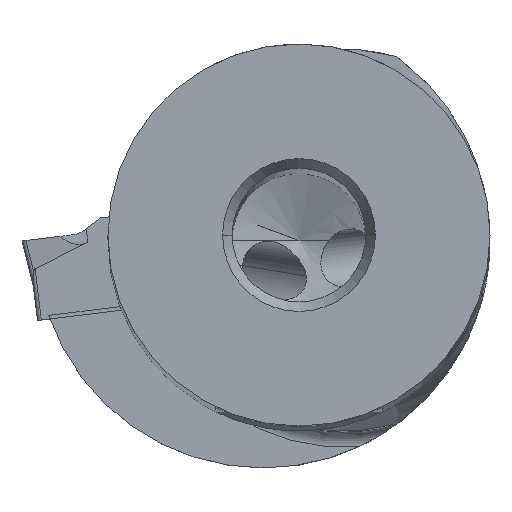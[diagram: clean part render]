
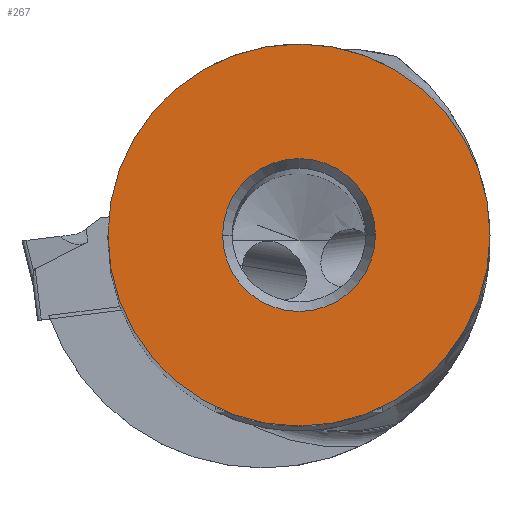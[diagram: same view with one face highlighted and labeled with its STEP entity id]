
A CAD part, top view. The second image highlights one B-rep face of the part: STEP entity #267.
In plain terms, the highlighted planar face has unit normal (0, 0, 1).
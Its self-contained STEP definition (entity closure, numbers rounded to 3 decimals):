
#42=FACE_BOUND('',#580,.T.);
#43=FACE_BOUND('',#581,.T.);
#267=ADVANCED_FACE('',(#42,#43),#337,.T.);
#337=PLANE('',#2998);
#580=EDGE_LOOP('',(#1228,#1229));
#581=EDGE_LOOP('',(#1230,#1231));
#1228=ORIENTED_EDGE('',*,*,#1976,.F.);
#1229=ORIENTED_EDGE('',*,*,#1977,.F.);
#1230=ORIENTED_EDGE('',*,*,#1975,.F.);
#1231=ORIENTED_EDGE('',*,*,#1973,.F.);
#1606=VERTEX_POINT('',#5720);
#1607=VERTEX_POINT('',#5722);
#1608=VERTEX_POINT('',#5728);
#1609=VERTEX_POINT('',#5729);
#1973=EDGE_CURVE('',#1606,#1607,#2257,.T.);
#1975=EDGE_CURVE('',#1607,#1606,#2258,.T.);
#1976=EDGE_CURVE('',#1608,#1609,#2259,.T.);
#1977=EDGE_CURVE('',#1609,#1608,#2260,.T.);
#2257=CIRCLE('',#2992,4.);
#2258=CIRCLE('',#2994,4.);
#2259=CIRCLE('',#2996,10.);
#2260=CIRCLE('',#2997,10.);
#2992=AXIS2_PLACEMENT_3D('',#5721,#3578,#3579);
#2994=AXIS2_PLACEMENT_3D('',#5725,#3583,#3584);
#2996=AXIS2_PLACEMENT_3D('',#5727,#3587,#3588);
#2997=AXIS2_PLACEMENT_3D('',#5730,#3589,#3590);
#2998=AXIS2_PLACEMENT_3D('',#5731,#3591,#3592);
#3578=DIRECTION('',(0.,0.,1.));
#3579=DIRECTION('',(1.,0.,0.));
#3583=DIRECTION('',(0.,0.,1.));
#3584=DIRECTION('',(-1.,0.,0.));
#3587=DIRECTION('',(0.,0.,-1.));
#3588=DIRECTION('',(-1.,0.,0.));
#3589=DIRECTION('',(0.,0.,-1.));
#3590=DIRECTION('',(1.,0.,0.));
#3591=DIRECTION('',(0.,0.,1.));
#3592=DIRECTION('',(-1.,0.,0.));
#5720=CARTESIAN_POINT('',(4.,0.,0.));
#5721=CARTESIAN_POINT('',(0.,0.,0.));
#5722=CARTESIAN_POINT('',(-4.,0.,0.));
#5725=CARTESIAN_POINT('',(0.,0.,0.));
#5727=CARTESIAN_POINT('',(0.,0.,0.));
#5728=CARTESIAN_POINT('',(-10.,0.,0.));
#5729=CARTESIAN_POINT('',(10.,0.,0.));
#5730=CARTESIAN_POINT('',(0.,0.,0.));
#5731=CARTESIAN_POINT('',(0.,0.,0.));
